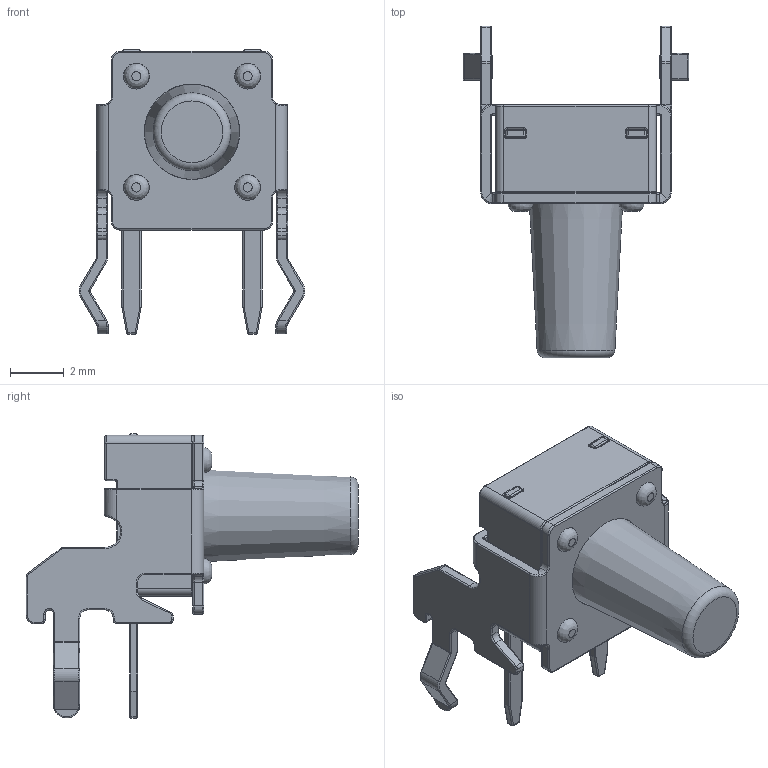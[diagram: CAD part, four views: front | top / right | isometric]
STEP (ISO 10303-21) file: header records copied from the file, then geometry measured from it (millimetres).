
FILE_DESCRIPTION(/* description */ (''),/* implementation_level */ '2;1');
FILE_NAME(/* name */ 'Tactile Switch SPST-NO Side Actuated Through Hole, Right Angle 1-1825027-1.stp',/* time_stamp */ '2020-03-19T09:46:41+01:00',/* author */ ('diwou'),/* organization */ (''),/* preprocessor_version */ 'ST-DEVELOPER v18',/* originating_system */ 'Autodesk Inventor 2020',/* authorisation */ '');
FILE_SCHEMA (('AUTOMOTIVE_DESIGN { 1 0 10303 214 3 1 1 }'));
Length unit declared in the file: millimetre
Products named in the file (1): Tactile Switch SPST-NO Side Actuated Through Hole, Right Angle 1-1825
027-1
Bounding box: 8.41 x 12.35 x 10.57 mm (x, y, z)
Volume: 195.9 mm3; surface area: 480.1 mm2
Topology: 4 solids, 4 shells, 558 faces, 1286 edges, 741 vertices
Faces by surface type: cylinder 249, torus 141, plane 99, bspline 40, sphere 28, cone 1
Full cylindrical faces by diameter (mm): 0.94 x4, 0.96 x4, 3.55 x1
Entity records: 17650 total; most frequent: CARTESIAN_POINT 4194, DIRECTION 2960, ORIENTED_EDGE 2572, EDGE_CURVE 1286, AXIS2_PLACEMENT_3D 1229, VERTEX_POINT 741, CIRCLE 702, EDGE_LOOP 577
